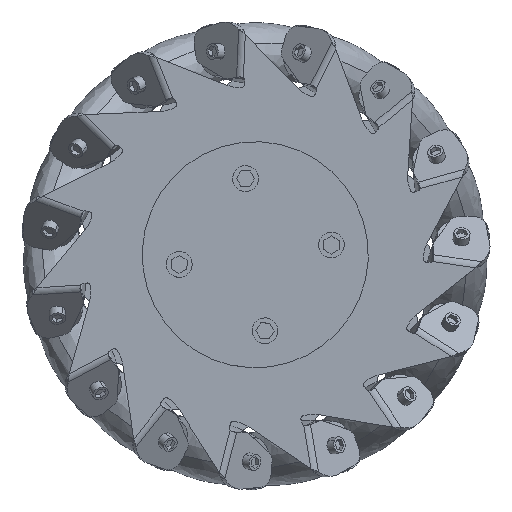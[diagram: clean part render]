
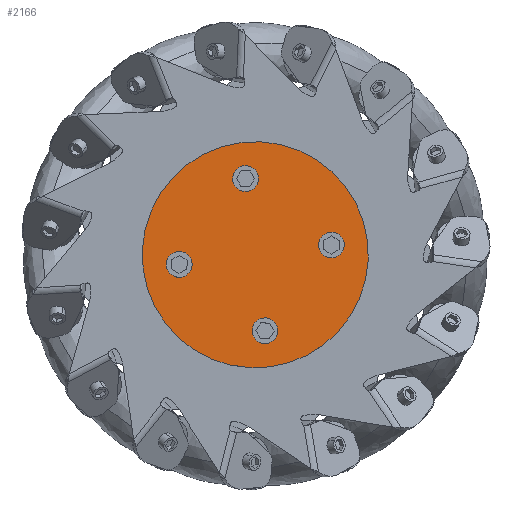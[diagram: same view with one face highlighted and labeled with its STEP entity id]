
A CAD part, top view. The second image highlights one B-rep face of the part: STEP entity #2166.
In plain terms, the highlighted face is planar.
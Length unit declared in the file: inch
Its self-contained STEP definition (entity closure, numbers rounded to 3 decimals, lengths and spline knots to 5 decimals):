
#102 = CARTESIAN_POINT ( 'NONE',  ( 0.93504, 0., 0.11811 ) ) ;
#200 = DIRECTION ( 'NONE',  ( 0., 1., 0. ) ) ;
#443 = DIRECTION ( 'NONE',  ( 0., 0., 1. ) ) ;
#577 = CIRCLE ( 'NONE', #11389, 0.11811 ) ;
#652 = DIRECTION ( 'NONE',  ( 0., 1., 0. ) ) ;
#842 = VERTEX_POINT ( 'NONE', #2408 ) ;
#905 = CIRCLE ( 'NONE', #2907, 0.11811 ) ;
#925 = VERTEX_POINT ( 'NONE', #15493 ) ;
#1007 = EDGE_CURVE ( 'NONE', #925, #5230, #13675, .T. ) ;
#1176 = EDGE_CURVE ( 'NONE', #13718, #4514, #15192, .T. ) ;
#1236 = DIRECTION ( 'NONE',  ( 0., 1., 0. ) ) ;
#1239 = EDGE_LOOP ( 'NONE', ( #3963, #9095 ) ) ;
#1804 = CARTESIAN_POINT ( 'NONE',  ( 0., 0., -1.37795 ) ) ;
#1853 = CARTESIAN_POINT ( 'NONE',  ( 0., 0., 0. ) ) ;
#1878 = ORIENTED_EDGE ( 'NONE', *, *, #2551, .T. ) ;
#1998 = DIRECTION ( 'NONE',  ( 0., 1., 0. ) ) ;
#2120 = CARTESIAN_POINT ( 'NONE',  ( 0., 0., 0.93504 ) ) ;
#2166 = ADVANCED_FACE ( 'NONE', ( #6789, #12642, #7972, #15242, #4433 ), #9228, .F. ) ;
#2323 = ORIENTED_EDGE ( 'NONE', *, *, #14382, .T. ) ;
#2408 = CARTESIAN_POINT ( 'NONE',  ( 0., 0., 0.81693 ) ) ;
#2551 = EDGE_CURVE ( 'NONE', #14688, #6269, #11945, .T. ) ;
#2575 = CARTESIAN_POINT ( 'NONE',  ( -0.93504, 0., 0. ) ) ;
#2882 = CARTESIAN_POINT ( 'NONE',  ( 0., 0., 0. ) ) ;
#2907 = AXIS2_PLACEMENT_3D ( 'NONE', #10209, #7926, #15194 ) ;
#3031 = DIRECTION ( 'NONE',  ( 0., 0., 1. ) ) ;
#3146 = AXIS2_PLACEMENT_3D ( 'NONE', #6611, #652, #7795 ) ;
#3250 = DIRECTION ( 'NONE',  ( 0., 1., 0. ) ) ;
#3622 = CARTESIAN_POINT ( 'NONE',  ( 0., 0., 1.05315 ) ) ;
#3810 = ORIENTED_EDGE ( 'NONE', *, *, #1176, .T. ) ;
#3963 = ORIENTED_EDGE ( 'NONE', *, *, #10311, .F. ) ;
#4033 = AXIS2_PLACEMENT_3D ( 'NONE', #2882, #9713, #12489 ) ;
#4433 = FACE_OUTER_BOUND ( 'NONE', #1239, .T. ) ;
#4514 = VERTEX_POINT ( 'NONE', #8634 ) ;
#4603 = EDGE_CURVE ( 'NONE', #11188, #842, #905, .T. ) ;
#4689 = DIRECTION ( 'NONE',  ( 0., 1., 0. ) ) ;
#4735 = ORIENTED_EDGE ( 'NONE', *, *, #1007, .T. ) ;
#4787 = CIRCLE ( 'NONE', #6812, 0.11811 ) ;
#4793 = VERTEX_POINT ( 'NONE', #10684 ) ;
#4838 = DIRECTION ( 'NONE',  ( 0., 1., 0. ) ) ;
#5230 = VERTEX_POINT ( 'NONE', #10431 ) ;
#5824 = AXIS2_PLACEMENT_3D ( 'NONE', #2120, #4689, #8085 ) ;
#6016 = DIRECTION ( 'NONE',  ( 0., 0., 1. ) ) ;
#6112 = EDGE_CURVE ( 'NONE', #4514, #13718, #14243, .T. ) ;
#6153 = EDGE_LOOP ( 'NONE', ( #4735, #6204 ) ) ;
#6204 = ORIENTED_EDGE ( 'NONE', *, *, #12369, .T. ) ;
#6269 = VERTEX_POINT ( 'NONE', #13598 ) ;
#6475 = CARTESIAN_POINT ( 'NONE',  ( -0.93504, 0., 0. ) ) ;
#6611 = CARTESIAN_POINT ( 'NONE',  ( 0.93504, 0., 0. ) ) ;
#6789 = FACE_BOUND ( 'NONE', #6153, .T. ) ;
#6812 = AXIS2_PLACEMENT_3D ( 'NONE', #14769, #200, #443 ) ;
#7433 = DIRECTION ( 'NONE',  ( 0., 1., 0. ) ) ;
#7480 = CARTESIAN_POINT ( 'NONE',  ( 0., 0., 0. ) ) ;
#7795 = DIRECTION ( 'NONE',  ( 0., 0., 1. ) ) ;
#7896 = CARTESIAN_POINT ( 'NONE',  ( 0., 0., -0.93504 ) ) ;
#7926 = DIRECTION ( 'NONE',  ( 0., 1., 0. ) ) ;
#7972 = FACE_BOUND ( 'NONE', #13422, .T. ) ;
#8085 = DIRECTION ( 'NONE',  ( 0., 0., 1. ) ) ;
#8634 = CARTESIAN_POINT ( 'NONE',  ( 0., 0., -1.05315 ) ) ;
#9095 = ORIENTED_EDGE ( 'NONE', *, *, #13443, .F. ) ;
#9228 = PLANE ( 'NONE',  #9656 ) ;
#9332 = CARTESIAN_POINT ( 'NONE',  ( 0., 0., -0.93504 ) ) ;
#9547 = CIRCLE ( 'NONE', #13857, 1.37795 ) ;
#9656 = AXIS2_PLACEMENT_3D ( 'NONE', #1853, #3250, #3031 ) ;
#9700 = EDGE_LOOP ( 'NONE', ( #1878, #2323 ) ) ;
#9713 = DIRECTION ( 'NONE',  ( 0., 1., 0. ) ) ;
#9758 = DIRECTION ( 'NONE',  ( 0., 0., 1. ) ) ;
#10204 = AXIS2_PLACEMENT_3D ( 'NONE', #9332, #4838, #14474 ) ;
#10209 = CARTESIAN_POINT ( 'NONE',  ( 0., 0., 0.93504 ) ) ;
#10311 = EDGE_CURVE ( 'NONE', #15271, #4793, #14103, .T. ) ;
#10431 = CARTESIAN_POINT ( 'NONE',  ( -0.93504, 0., -0.11811 ) ) ;
#10684 = CARTESIAN_POINT ( 'NONE',  ( 0., 0., 1.37795 ) ) ;
#11151 = DIRECTION ( 'NONE',  ( 0., 0., 1. ) ) ;
#11188 = VERTEX_POINT ( 'NONE', #3622 ) ;
#11389 = AXIS2_PLACEMENT_3D ( 'NONE', #2575, #1236, #6016 ) ;
#11899 = AXIS2_PLACEMENT_3D ( 'NONE', #6475, #7433, #11151 ) ;
#11945 = CIRCLE ( 'NONE', #3146, 0.11811 ) ;
#12369 = EDGE_CURVE ( 'NONE', #5230, #925, #577, .T. ) ;
#12489 = DIRECTION ( 'NONE',  ( 0., 0., 1. ) ) ;
#12499 = ORIENTED_EDGE ( 'NONE', *, *, #6112, .T. ) ;
#12642 = FACE_BOUND ( 'NONE', #9700, .T. ) ;
#12677 = AXIS2_PLACEMENT_3D ( 'NONE', #7896, #1998, #12719 ) ;
#12719 = DIRECTION ( 'NONE',  ( 0., 0., 1. ) ) ;
#12935 = ORIENTED_EDGE ( 'NONE', *, *, #15442, .T. ) ;
#13064 = CARTESIAN_POINT ( 'NONE',  ( 0., 0., -0.81693 ) ) ;
#13422 = EDGE_LOOP ( 'NONE', ( #3810, #12499 ) ) ;
#13443 = EDGE_CURVE ( 'NONE', #4793, #15271, #9547, .T. ) ;
#13562 = DIRECTION ( 'NONE',  ( 0., 1., 0. ) ) ;
#13598 = CARTESIAN_POINT ( 'NONE',  ( 0.93504, 0., -0.11811 ) ) ;
#13675 = CIRCLE ( 'NONE', #11899, 0.11811 ) ;
#13718 = VERTEX_POINT ( 'NONE', #13064 ) ;
#13857 = AXIS2_PLACEMENT_3D ( 'NONE', #7480, #13562, #9758 ) ;
#14103 = CIRCLE ( 'NONE', #4033, 1.37795 ) ;
#14243 = CIRCLE ( 'NONE', #10204, 0.11811 ) ;
#14382 = EDGE_CURVE ( 'NONE', #6269, #14688, #4787, .T. ) ;
#14411 = CIRCLE ( 'NONE', #5824, 0.11811 ) ;
#14474 = DIRECTION ( 'NONE',  ( 0., 0., 1. ) ) ;
#14688 = VERTEX_POINT ( 'NONE', #102 ) ;
#14769 = CARTESIAN_POINT ( 'NONE',  ( 0.93504, 0., 0. ) ) ;
#14817 = ORIENTED_EDGE ( 'NONE', *, *, #4603, .T. ) ;
#15192 = CIRCLE ( 'NONE', #12677, 0.11811 ) ;
#15194 = DIRECTION ( 'NONE',  ( 0., 0., 1. ) ) ;
#15242 = FACE_BOUND ( 'NONE', #15255, .T. ) ;
#15255 = EDGE_LOOP ( 'NONE', ( #14817, #12935 ) ) ;
#15271 = VERTEX_POINT ( 'NONE', #1804 ) ;
#15442 = EDGE_CURVE ( 'NONE', #842, #11188, #14411, .T. ) ;
#15493 = CARTESIAN_POINT ( 'NONE',  ( -0.93504, 0., 0.11811 ) ) ;
